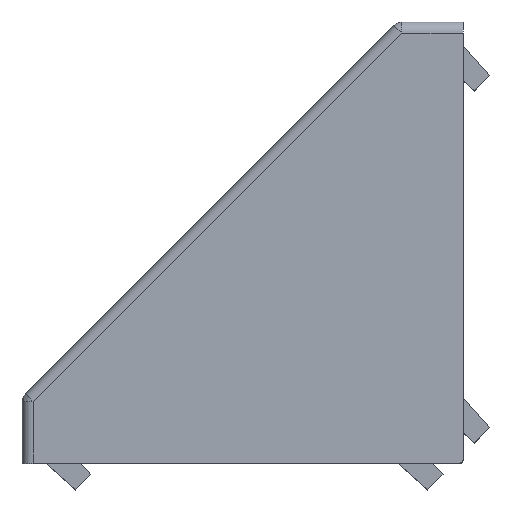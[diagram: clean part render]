
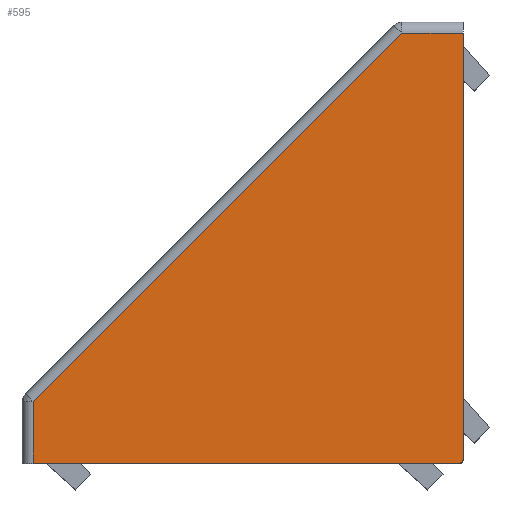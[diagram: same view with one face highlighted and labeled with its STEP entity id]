
A CAD part, top view. The second image highlights one B-rep face of the part: STEP entity #595.
In plain terms, the highlighted planar face has unit normal (0, 0, 1).
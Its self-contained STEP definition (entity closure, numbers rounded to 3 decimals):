
#58 = EDGE_CURVE ( 'NONE', #561, #3975, #1812, .T. ) ;
#297 = DIRECTION ( 'NONE',  ( -0.707, -0.707, 0. ) ) ;
#315 = CARTESIAN_POINT ( 'NONE',  ( -2.793, 19.5, 8.5 ) ) ;
#442 = DIRECTION ( 'NONE',  ( 1., 0., 0. ) ) ;
#444 = DIRECTION ( 'NONE',  ( 0., 0., 1. ) ) ;
#453 = PLANE ( 'NONE',  #4233 ) ;
#497 = CARTESIAN_POINT ( 'NONE',  ( 0., 20., 8.5 ) ) ;
#561 = VERTEX_POINT ( 'NONE', #705 ) ;
#595 = ADVANCED_FACE ( 'NONE', ( #4086 ), #453, .T. ) ;
#701 = DIRECTION ( 'NONE',  ( 0., 1., 0. ) ) ;
#705 = CARTESIAN_POINT ( 'NONE',  ( 0., 0.2, 8.5 ) ) ;
#714 = CARTESIAN_POINT ( 'NONE',  ( 0., 20., 8.5 ) ) ;
#754 = ORIENTED_EDGE ( 'NONE', *, *, #3189, .T. ) ;
#857 = ORIENTED_EDGE ( 'NONE', *, *, #4553, .T. ) ;
#899 = ORIENTED_EDGE ( 'NONE', *, *, #2509, .T. ) ;
#980 = ORIENTED_EDGE ( 'NONE', *, *, #58, .F. ) ;
#1041 = ORIENTED_EDGE ( 'NONE', *, *, #5251, .T. ) ;
#1096 = ORIENTED_EDGE ( 'NONE', *, *, #2678, .T. ) ;
#1140 = CARTESIAN_POINT ( 'NONE',  ( -2.793, 19.5, 8.5 ) ) ;
#1159 = CARTESIAN_POINT ( 'NONE',  ( 0., 19.5, 8.5 ) ) ;
#1230 = DIRECTION ( 'NONE',  ( -1., 0., 0. ) ) ;
#1499 = AXIS2_PLACEMENT_3D ( 'NONE', #4402, #4401, #4398 ) ;
#1532 = VECTOR ( 'NONE', #1230, 1000. ) ;
#1561 = VECTOR ( 'NONE', #297, 1000. ) ;
#1607 = VERTEX_POINT ( 'NONE', #3288 ) ;
#1772 = VERTEX_POINT ( 'NONE', #1820 ) ;
#1812 = CIRCLE ( 'NONE', #1499, 0.2 ) ;
#1820 = CARTESIAN_POINT ( 'NONE',  ( -19.5, 0., 8.5 ) ) ;
#1823 = LINE ( 'NONE', #2021, #1916 ) ;
#1916 = VECTOR ( 'NONE', #2020, 1000. ) ;
#2013 = VERTEX_POINT ( 'NONE', #3923 ) ;
#2020 = DIRECTION ( 'NONE',  ( 1., 0., 0. ) ) ;
#2021 = CARTESIAN_POINT ( 'NONE',  ( 0., 0., 8.5 ) ) ;
#2280 = LINE ( 'NONE', #714, #3605 ) ;
#2509 = EDGE_CURVE ( 'NONE', #561, #1607, #2280, .T. ) ;
#2678 = EDGE_CURVE ( 'NONE', #4953, #2013, #4622, .T. ) ;
#2764 = DIRECTION ( 'NONE',  ( 0., -1., 0. ) ) ;
#2769 = CARTESIAN_POINT ( 'NONE',  ( -19.5, 20., 8.5 ) ) ;
#3189 = EDGE_CURVE ( 'NONE', #1607, #4953, #4330, .T. ) ;
#3288 = CARTESIAN_POINT ( 'NONE',  ( 0., 19.5, 8.5 ) ) ;
#3605 = VECTOR ( 'NONE', #701, 1000. ) ;
#3731 = CARTESIAN_POINT ( 'NONE',  ( -0.2, 0., 8.5 ) ) ;
#3923 = CARTESIAN_POINT ( 'NONE',  ( -19.5, 2.793, 8.5 ) ) ;
#3975 = VERTEX_POINT ( 'NONE', #3731 ) ;
#4007 = LINE ( 'NONE', #2769, #4020 ) ;
#4020 = VECTOR ( 'NONE', #2764, 1000. ) ;
#4086 = FACE_OUTER_BOUND ( 'NONE', #4435, .T. ) ;
#4233 = AXIS2_PLACEMENT_3D ( 'NONE', #497, #444, #442 ) ;
#4330 = LINE ( 'NONE', #1159, #1532 ) ;
#4398 = DIRECTION ( 'NONE',  ( -1., 0., 0. ) ) ;
#4401 = DIRECTION ( 'NONE',  ( 0., 0., -1. ) ) ;
#4402 = CARTESIAN_POINT ( 'NONE',  ( -0.2, 0.2, 8.5 ) ) ;
#4435 = EDGE_LOOP ( 'NONE', ( #1096, #1041, #857, #980, #899, #754 ) ) ;
#4553 = EDGE_CURVE ( 'NONE', #1772, #3975, #1823, .T. ) ;
#4622 = LINE ( 'NONE', #315, #1561 ) ;
#4953 = VERTEX_POINT ( 'NONE', #1140 ) ;
#5251 = EDGE_CURVE ( 'NONE', #2013, #1772, #4007, .T. ) ;
